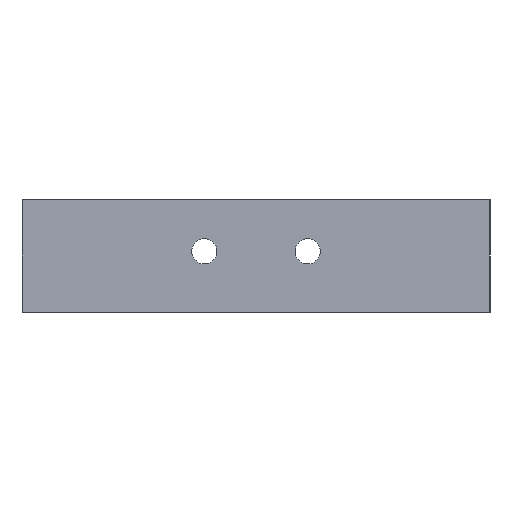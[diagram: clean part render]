
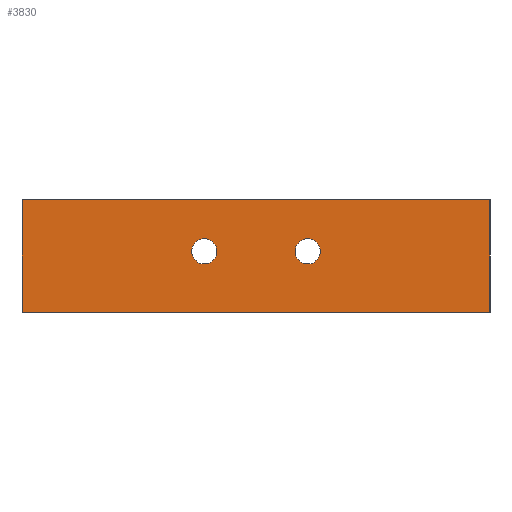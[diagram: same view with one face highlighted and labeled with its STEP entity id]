
A CAD part, left-side view. The second image highlights one B-rep face of the part: STEP entity #3830.
In plain terms, the highlighted planar face has unit normal (-1, 0, 0).
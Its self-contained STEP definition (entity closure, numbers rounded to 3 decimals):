
#101=FACE_BOUND('',#719,.T.);
#102=FACE_BOUND('',#720,.T.);
#240=PLANE('',#4189);
#456=FACE_OUTER_BOUND('',#718,.T.);
#718=EDGE_LOOP('',(#3551,#3552,#3553,#3554));
#719=EDGE_LOOP('',(#3555));
#720=EDGE_LOOP('',(#3556));
#806=LINE('',#5476,#1210);
#1127=LINE('',#6347,#1531);
#1128=LINE('',#6348,#1532);
#1129=LINE('',#6349,#1533);
#1210=VECTOR('',#4383,10.);
#1531=VECTOR('',#5256,10.);
#1532=VECTOR('',#5257,10.);
#1533=VECTOR('',#5258,10.);
#1544=CIRCLE('',#3866,6.75);
#1546=CIRCLE('',#3869,6.75);
#1664=VERTEX_POINT('',#5288);
#1666=VERTEX_POINT('',#5294);
#1727=VERTEX_POINT('',#5469);
#1730=VERTEX_POINT('',#5474);
#2003=VERTEX_POINT('',#6345);
#2004=VERTEX_POINT('',#6346);
#2015=EDGE_CURVE('',#1664,#1664,#1544,.T.);
#2018=EDGE_CURVE('',#1666,#1666,#1546,.T.);
#2107=EDGE_CURVE('',#1730,#1727,#806,.T.);
#2523=EDGE_CURVE('',#2003,#2004,#1127,.T.);
#2524=EDGE_CURVE('',#2004,#1727,#1128,.T.);
#2525=EDGE_CURVE('',#2003,#1730,#1129,.T.);
#3551=ORIENTED_EDGE('',*,*,#2523,.T.);
#3552=ORIENTED_EDGE('',*,*,#2524,.T.);
#3553=ORIENTED_EDGE('',*,*,#2107,.F.);
#3554=ORIENTED_EDGE('',*,*,#2525,.F.);
#3555=ORIENTED_EDGE('',*,*,#2015,.T.);
#3556=ORIENTED_EDGE('',*,*,#2018,.T.);
#3830=ADVANCED_FACE('',(#456,#101,#102),#240,.T.);
#3866=AXIS2_PLACEMENT_3D('',#5290,#4215,#4216);
#3869=AXIS2_PLACEMENT_3D('',#5296,#4222,#4223);
#4189=AXIS2_PLACEMENT_3D('',#6344,#5254,#5255);
#4215=DIRECTION('center_axis',(1.,0.,0.));
#4216=DIRECTION('ref_axis',(0.,0.,-1.));
#4222=DIRECTION('center_axis',(1.,0.,0.));
#4223=DIRECTION('ref_axis',(0.,0.,-1.));
#4383=DIRECTION('',(0.,-1.,0.));
#5254=DIRECTION('center_axis',(-1.,0.,0.));
#5255=DIRECTION('ref_axis',(0.,-1.,0.));
#5256=DIRECTION('',(0.,-1.,0.));
#5257=DIRECTION('',(0.,0.,1.));
#5258=DIRECTION('',(0.,0.,1.));
#5288=CARTESIAN_POINT('',(-200.,-27.667,39.25));
#5290=CARTESIAN_POINT('Origin',(-200.,-27.667,32.5));
#5294=CARTESIAN_POINT('',(-200.,27.667,39.25));
#5296=CARTESIAN_POINT('Origin',(-200.,27.667,32.5));
#5469=CARTESIAN_POINT('',(-200.,-125.,60.));
#5474=CARTESIAN_POINT('',(-200.,125.,60.));
#5476=CARTESIAN_POINT('',(-200.,125.,60.));
#6344=CARTESIAN_POINT('Origin',(-200.,125.,0.));
#6345=CARTESIAN_POINT('',(-200.,125.,0.));
#6346=CARTESIAN_POINT('',(-200.,-125.,0.));
#6347=CARTESIAN_POINT('',(-200.,125.,0.));
#6348=CARTESIAN_POINT('',(-200.,-125.,0.));
#6349=CARTESIAN_POINT('',(-200.,125.,0.));
